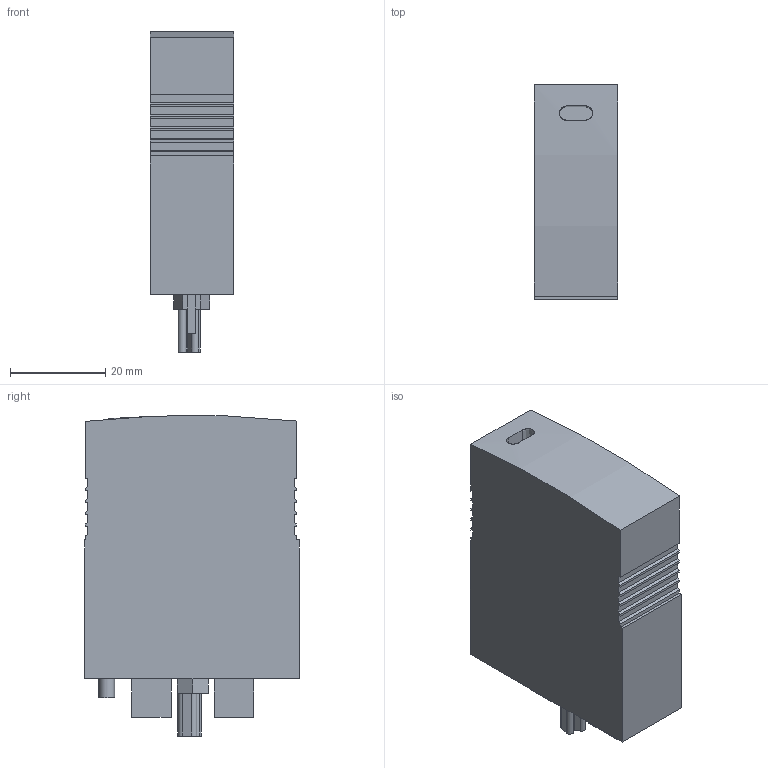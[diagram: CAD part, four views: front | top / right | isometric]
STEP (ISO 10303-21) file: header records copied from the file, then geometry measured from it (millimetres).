
FILE_DESCRIPTION(('Creo Elements/Direct Modeling STEP Export'),'2;1');
FILE_NAME('model.stp','2019-10-24T 8:05:50',(''),(''),'Creo Elements/Direct Modeling STEP processor for AP214 (Solid Model)','Creo Elements/Direct Modeling 20.1A 29-Sep-2018 (C) Parametric Technology GmbH','');
FILE_SCHEMA(('AUTOMOTIVE_DESIGN { 1 0 10303 214 1 1 1 1 }'));
Length unit declared in the file: millimetre
Products named in the file (2): VAL_MS_T1_T2...12.5_ST-select
Assembly tree (1 placements, depth 2):
  VAL_MS_T1_T2...12.5_ST-select
    VAL_MS_T1_T2...12.5_ST-select
Bounding box: 17.6 x 45.1 x 67.17 mm (x, y, z)
Volume: 43492.2 mm3; surface area: 9163.2 mm2
Topology: 1 solids, 1 shells, 86 faces, 236 edges, 158 vertices
Faces by surface type: plane 75, cylinder 9, extrusion 2
Entity records: 3526 total; most frequent: CARTESIAN_POINT 629, ORIENTED_EDGE 472, DIRECTION 420, EDGE_CURVE 236, VECTOR 214, LINE 212, VERTEX_POINT 158, AXIS2_PLACEMENT_3D 103
